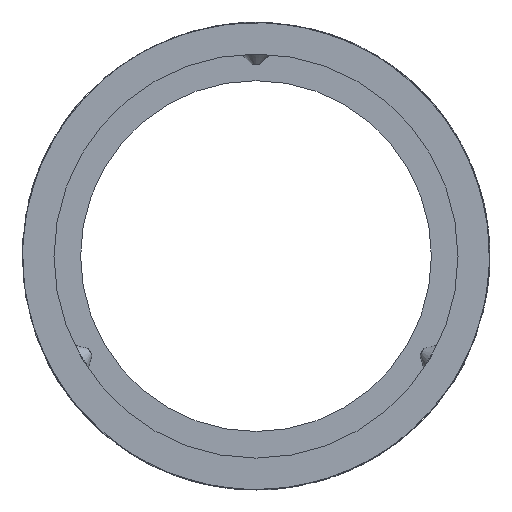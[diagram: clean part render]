
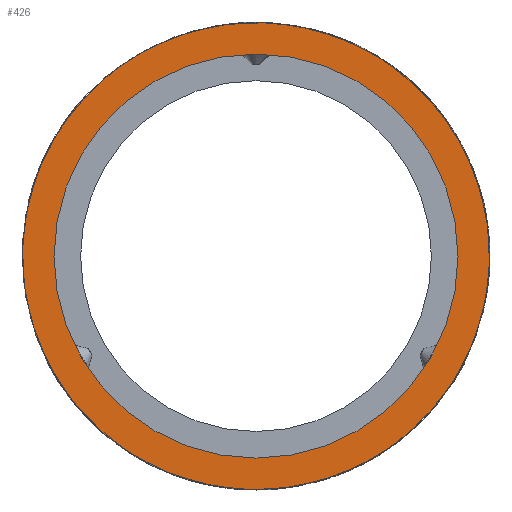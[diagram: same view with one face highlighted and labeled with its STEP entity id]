
A CAD part, left-side view. The second image highlights one B-rep face of the part: STEP entity #426.
In plain terms, the highlighted planar face has unit normal (-1, 0, 0).
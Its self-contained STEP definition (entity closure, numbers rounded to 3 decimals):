
#151=PLANE('',#3408);
#426=ADVANCED_FACE('',(#667,#668),#151,.T.);
#512=CIRCLE('',#3353,19.);
#522=CIRCLE('',#3373,22.);
#667=FACE_BOUND('',#884,.T.);
#668=FACE_BOUND('',#885,.T.);
#884=EDGE_LOOP('',(#1865));
#885=EDGE_LOOP('',(#1866));
#1865=ORIENTED_EDGE('',*,*,#2795,.F.);
#1866=ORIENTED_EDGE('',*,*,#2809,.T.);
#2308=VERTEX_POINT('',#6934);
#2322=VERTEX_POINT('',#6984);
#2795=EDGE_CURVE('',#2308,#2308,#512,.T.);
#2809=EDGE_CURVE('',#2322,#2322,#522,.T.);
#3353=AXIS2_PLACEMENT_3D('',#6933,#3637,#3638);
#3373=AXIS2_PLACEMENT_3D('',#6983,#3677,#3678);
#3408=AXIS2_PLACEMENT_3D('',#7050,#3759,#3760);
#3637=DIRECTION('',(-1.,0.,0.));
#3638=DIRECTION('',(0.,0.,1.));
#3677=DIRECTION('',(-1.,0.,0.));
#3678=DIRECTION('',(0.,0.,1.));
#3759=DIRECTION('',(-1.,0.,0.));
#3760=DIRECTION('',(0.,0.,1.));
#6933=CARTESIAN_POINT('',(0.,0.,0.));
#6934=CARTESIAN_POINT('',(0.,0.,19.));
#6983=CARTESIAN_POINT('',(0.,0.,0.));
#6984=CARTESIAN_POINT('',(0.,0.,22.));
#7050=CARTESIAN_POINT('',(0.,19.8,0.));
